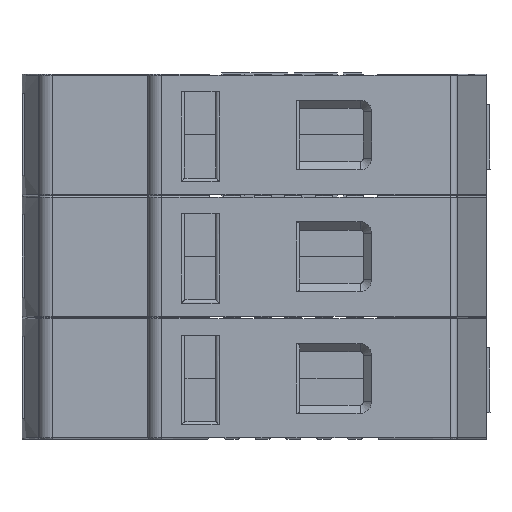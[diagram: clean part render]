
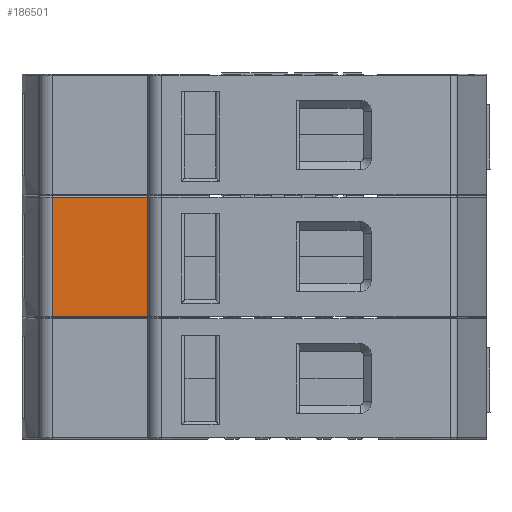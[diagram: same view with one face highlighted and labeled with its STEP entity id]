
A CAD part, left-side view. The second image highlights one B-rep face of the part: STEP entity #186501.
In plain terms, the highlighted planar face has unit normal (-1, 0, 0).
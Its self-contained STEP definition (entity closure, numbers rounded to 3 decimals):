
#6277 = LINE ( 'NONE', #50049, #179891 ) ;
#8865 = CARTESIAN_POINT ( 'NONE',  ( -31., -12.2, -9.1 ) ) ;
#16371 = LINE ( 'NONE', #156481, #105902 ) ;
#21346 = VERTEX_POINT ( 'NONE', #198584 ) ;
#21896 = DIRECTION ( 'NONE',  ( 1., 0., 0. ) ) ;
#22454 = AXIS2_PLACEMENT_3D ( 'NONE', #122775, #21896, #139651 ) ;
#29332 = EDGE_CURVE ( 'NONE', #117528, #128833, #123105, .T. ) ;
#38178 = DIRECTION ( 'NONE',  ( 0., 0., -1. ) ) ;
#39795 = FACE_OUTER_BOUND ( 'NONE', #135622, .T. ) ;
#40449 = VECTOR ( 'NONE', #109588, 1000. ) ;
#42060 = EDGE_CURVE ( 'NONE', #21346, #175751, #47765, .T. ) ;
#43741 = DIRECTION ( 'NONE',  ( 0., 1., 0. ) ) ;
#47765 = LINE ( 'NONE', #51575, #176514 ) ;
#50049 = CARTESIAN_POINT ( 'NONE',  ( -31., -12.15, -26.5 ) ) ;
#51575 = CARTESIAN_POINT ( 'NONE',  ( -31., -12.2, -10.75 ) ) ;
#54142 = ORIENTED_EDGE ( 'NONE', *, *, #179240, .F. ) ;
#56491 = VECTOR ( 'NONE', #43741, 1000. ) ;
#60928 = CARTESIAN_POINT ( 'NONE',  ( -31., -13., -17.8 ) ) ;
#61778 = EDGE_CURVE ( 'NONE', #175751, #65568, #179322, .T. ) ;
#62790 = ORIENTED_EDGE ( 'NONE', *, *, #29332, .F. ) ;
#65568 = VERTEX_POINT ( 'NONE', #138019 ) ;
#66094 = DIRECTION ( 'NONE',  ( 0., 0., -1. ) ) ;
#73074 = DIRECTION ( 'NONE',  ( 0., 0., 1. ) ) ;
#73472 = VECTOR ( 'NONE', #182317, 1000. ) ;
#75333 = VECTOR ( 'NONE', #73074, 1000. ) ;
#75634 = EDGE_CURVE ( 'NONE', #177660, #117528, #204103, .T. ) ;
#77390 = CARTESIAN_POINT ( 'NONE',  ( -31., -12.7, -10.75 ) ) ;
#78328 = VECTOR ( 'NONE', #78377, 1000. ) ;
#78377 = DIRECTION ( 'NONE',  ( 0., -1., 0. ) ) ;
#82720 = EDGE_CURVE ( 'NONE', #142683, #94894, #214037, .T. ) ;
#89983 = VECTOR ( 'NONE', #120161, 1000. ) ;
#91852 = EDGE_CURVE ( 'NONE', #65568, #113149, #16371, .T. ) ;
#94894 = VERTEX_POINT ( 'NONE', #110978 ) ;
#100540 = ORIENTED_EDGE ( 'NONE', *, *, #172859, .F. ) ;
#105902 = VECTOR ( 'NONE', #38178, 1000. ) ;
#106854 = ORIENTED_EDGE ( 'NONE', *, *, #75634, .F. ) ;
#109588 = DIRECTION ( 'NONE',  ( 0., 0., 1. ) ) ;
#110978 = CARTESIAN_POINT ( 'NONE',  ( -31., -12.2, -17.8 ) ) ;
#113149 = VERTEX_POINT ( 'NONE', #60928 ) ;
#117528 = VERTEX_POINT ( 'NONE', #194764 ) ;
#120161 = DIRECTION ( 'NONE',  ( 0., -0.707, -0.707 ) ) ;
#122775 = CARTESIAN_POINT ( 'NONE',  ( -31., -12.2, -26.5 ) ) ;
#123105 = LINE ( 'NONE', #145346, #78328 ) ;
#123239 = CARTESIAN_POINT ( 'NONE',  ( -31., -12.15, -9.1 ) ) ;
#123616 = LINE ( 'NONE', #215445, #73472 ) ;
#128833 = VERTEX_POINT ( 'NONE', #123239 ) ;
#135622 = EDGE_LOOP ( 'NONE', ( #156263, #158346, #54142, #62790, #106854, #100540, #144827, #196038, #167710 ) ) ;
#138019 = CARTESIAN_POINT ( 'NONE',  ( -31., -13., -11.05 ) ) ;
#139651 = DIRECTION ( 'NONE',  ( 0., 0., -1. ) ) ;
#142683 = VERTEX_POINT ( 'NONE', #193963 ) ;
#144458 = CARTESIAN_POINT ( 'NONE',  ( -31., -34.8, -17.8 ) ) ;
#144827 = ORIENTED_EDGE ( 'NONE', *, *, #82720, .T. ) ;
#145346 = CARTESIAN_POINT ( 'NONE',  ( -31., -12.2, -9.1 ) ) ;
#153230 = CARTESIAN_POINT ( 'NONE',  ( -31., -12.7, -10.75 ) ) ;
#156193 = CARTESIAN_POINT ( 'NONE',  ( -31., 1.8, -9.1 ) ) ;
#156263 = ORIENTED_EDGE ( 'NONE', *, *, #61778, .F. ) ;
#156481 = CARTESIAN_POINT ( 'NONE',  ( -31., -13., -26.5 ) ) ;
#158346 = ORIENTED_EDGE ( 'NONE', *, *, #42060, .F. ) ;
#167710 = ORIENTED_EDGE ( 'NONE', *, *, #91852, .F. ) ;
#169104 = DIRECTION ( 'NONE',  ( 0., -1., 0. ) ) ;
#171199 = PLANE ( 'NONE',  #22454 ) ;
#172859 = EDGE_CURVE ( 'NONE', #142683, #177660, #123616, .T. ) ;
#175751 = VERTEX_POINT ( 'NONE', #77390 ) ;
#176514 = VECTOR ( 'NONE', #169104, 1000. ) ;
#177660 = VERTEX_POINT ( 'NONE', #206404 ) ;
#179240 = EDGE_CURVE ( 'NONE', #128833, #21346, #6277, .T. ) ;
#179322 = LINE ( 'NONE', #153230, #89983 ) ;
#179891 = VECTOR ( 'NONE', #66094, 1000. ) ;
#182317 = DIRECTION ( 'NONE',  ( 0., 1., 0. ) ) ;
#185310 = LINE ( 'NONE', #144458, #56491 ) ;
#186501 = ADVANCED_FACE ( 'NONE', ( #39795 ), #171199, .F. ) ;
#193963 = CARTESIAN_POINT ( 'NONE',  ( -31., -12.2, -26.5 ) ) ;
#194764 = CARTESIAN_POINT ( 'NONE',  ( -31., 1.8, -9.1 ) ) ;
#196038 = ORIENTED_EDGE ( 'NONE', *, *, #212044, .F. ) ;
#198584 = CARTESIAN_POINT ( 'NONE',  ( -31., -12.15, -10.75 ) ) ;
#204103 = LINE ( 'NONE', #156193, #75333 ) ;
#206404 = CARTESIAN_POINT ( 'NONE',  ( -31., 1.8, -26.5 ) ) ;
#212044 = EDGE_CURVE ( 'NONE', #113149, #94894, #185310, .T. ) ;
#214037 = LINE ( 'NONE', #8865, #40449 ) ;
#215445 = CARTESIAN_POINT ( 'NONE',  ( -31., -12.2, -26.5 ) ) ;
